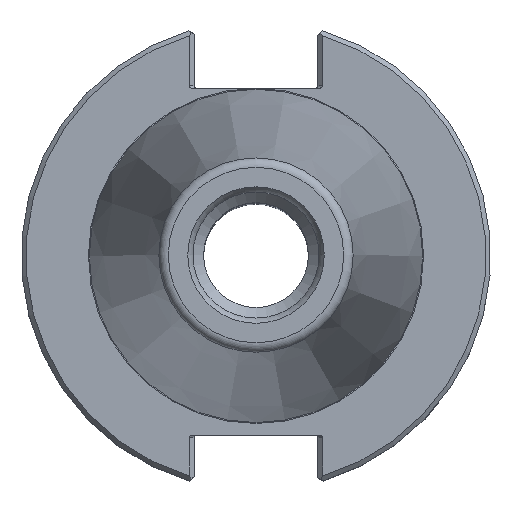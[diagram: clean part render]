
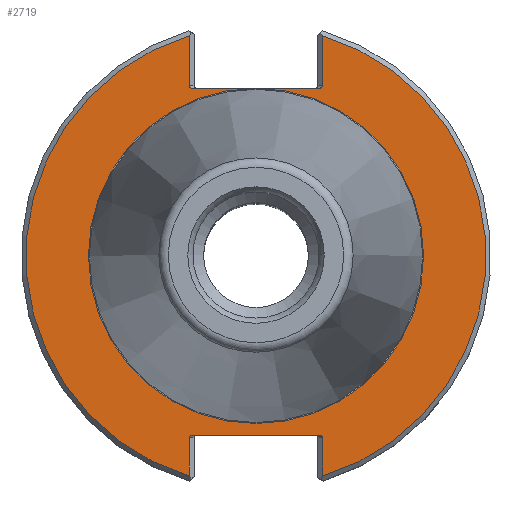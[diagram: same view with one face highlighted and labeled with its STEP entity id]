
A CAD part, top view. The second image highlights one B-rep face of the part: STEP entity #2719.
In plain terms, the highlighted planar face has unit normal (0, 0, 1).
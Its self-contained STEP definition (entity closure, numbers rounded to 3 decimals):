
#33=ELLIPSE('',#2888,0.707,0.5);
#34=ELLIPSE('',#2889,0.707,0.5);
#35=ELLIPSE('',#2891,0.707,0.5);
#36=ELLIPSE('',#2892,0.707,0.5);
#76=LINE('',#4008,#149);
#77=LINE('',#4012,#150);
#78=LINE('',#4016,#151);
#79=LINE('',#4020,#152);
#80=LINE('',#4024,#153);
#81=LINE('',#4028,#154);
#149=VECTOR('',#3212,1000.);
#150=VECTOR('',#3215,1000.);
#151=VECTOR('',#3218,1000.);
#152=VECTOR('',#3221,1000.);
#153=VECTOR('',#3224,1000.);
#154=VECTOR('',#3227,1000.);
#279=PLANE('',#2886);
#497=ORIENTED_EDGE('',*,*,#960,.T.);
#498=ORIENTED_EDGE('',*,*,#961,.T.);
#499=ORIENTED_EDGE('',*,*,#962,.T.);
#500=ORIENTED_EDGE('',*,*,#963,.F.);
#501=ORIENTED_EDGE('',*,*,#964,.T.);
#502=ORIENTED_EDGE('',*,*,#965,.T.);
#503=ORIENTED_EDGE('',*,*,#966,.T.);
#504=ORIENTED_EDGE('',*,*,#967,.T.);
#505=ORIENTED_EDGE('',*,*,#968,.T.);
#506=ORIENTED_EDGE('',*,*,#969,.F.);
#507=ORIENTED_EDGE('',*,*,#970,.T.);
#508=ORIENTED_EDGE('',*,*,#971,.T.);
#509=ORIENTED_EDGE('',*,*,#959,.F.);
#959=EDGE_CURVE('',#1185,#1185,#1311,.T.);
#960=EDGE_CURVE('',#1186,#1187,#1312,.T.);
#961=EDGE_CURVE('',#1187,#1188,#76,.T.);
#962=EDGE_CURVE('',#1188,#1189,#33,.F.);
#963=EDGE_CURVE('',#1190,#1189,#77,.T.);
#964=EDGE_CURVE('',#1190,#1191,#34,.F.);
#965=EDGE_CURVE('',#1191,#1192,#78,.T.);
#966=EDGE_CURVE('',#1192,#1193,#1313,.T.);
#967=EDGE_CURVE('',#1193,#1194,#79,.T.);
#968=EDGE_CURVE('',#1194,#1195,#35,.F.);
#969=EDGE_CURVE('',#1196,#1195,#80,.T.);
#970=EDGE_CURVE('',#1196,#1197,#36,.F.);
#971=EDGE_CURVE('',#1197,#1186,#81,.T.);
#1185=VERTEX_POINT('',#4003);
#1186=VERTEX_POINT('',#4006);
#1187=VERTEX_POINT('',#4007);
#1188=VERTEX_POINT('',#4009);
#1189=VERTEX_POINT('',#4011);
#1190=VERTEX_POINT('',#4013);
#1191=VERTEX_POINT('',#4015);
#1192=VERTEX_POINT('',#4017);
#1193=VERTEX_POINT('',#4019);
#1194=VERTEX_POINT('',#4021);
#1195=VERTEX_POINT('',#4023);
#1196=VERTEX_POINT('',#4025);
#1197=VERTEX_POINT('',#4027);
#1311=CIRCLE('',#2885,35.118);
#1312=CIRCLE('',#2887,48.21);
#1313=CIRCLE('',#2890,48.21);
#1414=EDGE_LOOP('',(#497,#498,#499,#500,#501,#502,#503,#504,#505,#506,#507,
#508));
#1415=EDGE_LOOP('',(#509));
#1605=FACE_BOUND('',#1414,.T.);
#1606=FACE_BOUND('',#1415,.T.);
#2719=ADVANCED_FACE('',(#1605,#1606),#279,.T.);
#2885=AXIS2_PLACEMENT_3D('',#4002,#3206,#3207);
#2886=AXIS2_PLACEMENT_3D('',#4004,#3208,#3209);
#2887=AXIS2_PLACEMENT_3D('',#4005,#3210,#3211);
#2888=AXIS2_PLACEMENT_3D('',#4010,#3213,#3214);
#2889=AXIS2_PLACEMENT_3D('',#4014,#3216,#3217);
#2890=AXIS2_PLACEMENT_3D('',#4018,#3219,#3220);
#2891=AXIS2_PLACEMENT_3D('',#4022,#3222,#3223);
#2892=AXIS2_PLACEMENT_3D('',#4026,#3225,#3226);
#3206=DIRECTION('',(0.,0.,1.));
#3207=DIRECTION('',(1.,0.,0.));
#3208=DIRECTION('',(0.,0.,1.));
#3209=DIRECTION('',(1.,0.,0.));
#3210=DIRECTION('',(0.,0.,1.));
#3211=DIRECTION('',(1.,0.,0.));
#3212=DIRECTION('',(0.,1.,0.));
#3213=DIRECTION('',(0.,0.,1.));
#3214=DIRECTION('',(1.,0.,0.));
#3215=DIRECTION('',(-1.,0.,0.));
#3216=DIRECTION('',(0.,0.,1.));
#3217=DIRECTION('',(1.,0.,0.));
#3218=DIRECTION('',(0.,-1.,0.));
#3219=DIRECTION('',(0.,0.,1.));
#3220=DIRECTION('',(1.,0.,0.));
#3221=DIRECTION('',(0.,-1.,0.));
#3222=DIRECTION('',(0.,0.,1.));
#3223=DIRECTION('',(-1.,0.,0.));
#3224=DIRECTION('',(1.,0.,0.));
#3225=DIRECTION('',(0.,0.,1.));
#3226=DIRECTION('',(-1.,0.,0.));
#3227=DIRECTION('',(0.,1.,0.));
#4002=CARTESIAN_POINT('',(0.,0.,-3.17));
#4003=CARTESIAN_POINT('',(35.118,0.,-3.17));
#4004=CARTESIAN_POINT('',(35.118,0.,-3.17));
#4005=CARTESIAN_POINT('',(0.,0.,-3.17));
#4006=CARTESIAN_POINT('',(-13.955,46.146,-3.17));
#4007=CARTESIAN_POINT('',(-13.955,-46.146,-3.17));
#4008=CARTESIAN_POINT('',(-13.955,-37.57,-3.17));
#4009=CARTESIAN_POINT('',(-13.955,-38.07,-3.17));
#4010=CARTESIAN_POINT('',(-13.248,-38.07,-3.17));
#4011=CARTESIAN_POINT('',(-13.248,-37.57,-3.17));
#4012=CARTESIAN_POINT('',(12.955,-37.57,-3.17));
#4013=CARTESIAN_POINT('',(13.248,-37.57,-3.17));
#4014=CARTESIAN_POINT('',(13.248,-38.07,-3.17));
#4015=CARTESIAN_POINT('',(13.955,-38.07,-3.17));
#4016=CARTESIAN_POINT('',(13.955,-47.619,-3.17));
#4017=CARTESIAN_POINT('',(13.955,-46.146,-3.17));
#4018=CARTESIAN_POINT('',(0.,0.,-3.17));
#4019=CARTESIAN_POINT('',(13.955,46.146,-3.17));
#4020=CARTESIAN_POINT('',(13.955,35.16,-3.17));
#4021=CARTESIAN_POINT('',(13.955,35.66,-3.17));
#4022=CARTESIAN_POINT('',(13.248,35.66,-3.17));
#4023=CARTESIAN_POINT('',(13.248,35.16,-3.17));
#4024=CARTESIAN_POINT('',(-12.955,35.16,-3.17));
#4025=CARTESIAN_POINT('',(-13.248,35.16,-3.17));
#4026=CARTESIAN_POINT('',(-13.248,35.66,-3.17));
#4027=CARTESIAN_POINT('',(-13.955,35.66,-3.17));
#4028=CARTESIAN_POINT('',(-13.955,47.619,-3.17));
